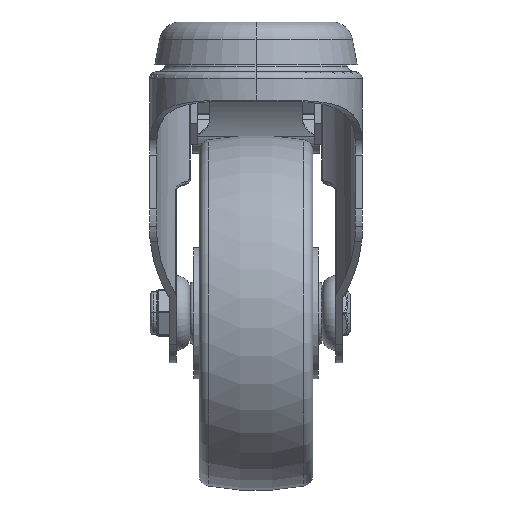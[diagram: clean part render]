
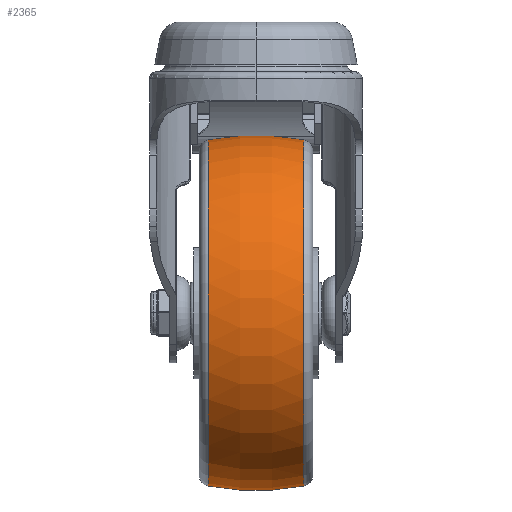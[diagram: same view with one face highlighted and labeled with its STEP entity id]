
A CAD part, left-side view. The second image highlights one B-rep face of the part: STEP entity #2365.
In plain terms, the highlighted toroidal (fillet/blend) face has major radius 24.006 mm and minor radius 74.007 mm.
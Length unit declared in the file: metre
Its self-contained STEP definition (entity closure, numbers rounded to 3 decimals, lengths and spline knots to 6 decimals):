
#2365=ADVANCED_FACE('',(#3593),#3594,.T.);
#3593=FACE_OUTER_BOUND('',#6912,.T.);
#3594=TOROIDAL_SURFACE('',#6913,-0.024006,0.074007);
#6912=EDGE_LOOP('',(#14571,#14572,#14573,#14574));
#6913=AXIS2_PLACEMENT_3D('',#14575,#14576,#14577);
#14571=ORIENTED_EDGE('',*,*,#17754,.T.);
#14572=ORIENTED_EDGE('',*,*,#17767,.F.);
#14573=ORIENTED_EDGE('',*,*,#17755,.T.);
#14574=ORIENTED_EDGE('',*,*,#17768,.T.);
#14575=CARTESIAN_POINT('',(0.0,0.,0.0));
#14576=DIRECTION('',(0.0,-1.0,0.0));
#14577=DIRECTION('',(0.0,0.0,-1.0));
#17754=EDGE_CURVE('',#20082,#20089,#20090,.T.);
#17755=EDGE_CURVE('',#20091,#20086,#20092,.T.);
#17767=EDGE_CURVE('',#20091,#20089,#20110,.T.);
#17768=EDGE_CURVE('',#20086,#20082,#20111,.T.);
#20082=VERTEX_POINT('',#24838);
#20086=VERTEX_POINT('',#24842);
#20089=VERTEX_POINT('',#24845);
#20090=CIRCLE('',#24846,0.074007);
#20091=VERTEX_POINT('',#24847);
#20092=CIRCLE('',#24848,0.074007);
#20110=CIRCLE('',#24868,0.048759);
#20111=CIRCLE('',#24869,0.048759);
#24838=CARTESIAN_POINT('',(0.,0.013498,-0.048759));
#24842=CARTESIAN_POINT('',(0.0,0.013498,0.048759));
#24845=CARTESIAN_POINT('',(0.,-0.013498,-0.048759));
#24846=AXIS2_PLACEMENT_3D('',#30121,#30122,#30123);
#24847=CARTESIAN_POINT('',(0.0,-0.013498,0.048759));
#24848=AXIS2_PLACEMENT_3D('',#30124,#30125,#30126);
#24868=AXIS2_PLACEMENT_3D('',#30156,#30157,#30158);
#24869=AXIS2_PLACEMENT_3D('',#30159,#30160,#30161);
#30121=CARTESIAN_POINT('',(0.,0.,0.024006));
#30122=DIRECTION('',(-1.0,-0.0,0.));
#30123=DIRECTION('',(0.,0.0,-1.0));
#30124=CARTESIAN_POINT('',(0.,0.,-0.024006));
#30125=DIRECTION('',(-1.0,-0.0,0.));
#30126=DIRECTION('',(0.,0.0,1.0));
#30156=CARTESIAN_POINT('',(0.0,-0.013498,0.0));
#30157=DIRECTION('',(0.0,-1.0,0.0));
#30158=DIRECTION('',(0.0,0.0,1.0));
#30159=CARTESIAN_POINT('',(0.0,0.013498,0.0));
#30160=DIRECTION('',(0.0,-1.0,0.0));
#30161=DIRECTION('',(0.0,0.0,1.0));
